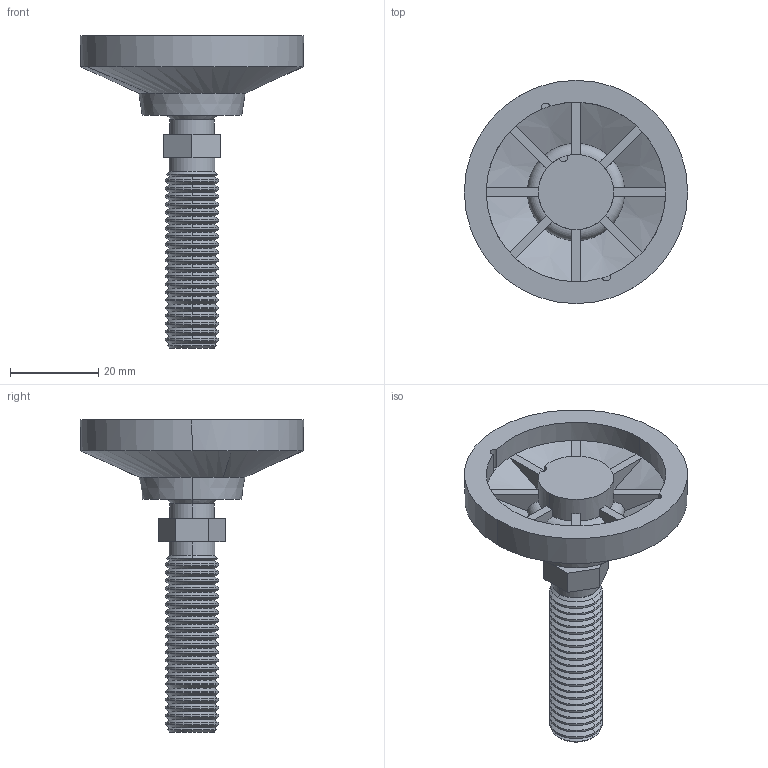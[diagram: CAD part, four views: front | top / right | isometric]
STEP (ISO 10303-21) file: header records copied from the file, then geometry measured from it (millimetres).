
FILE_DESCRIPTION (( 'STEP AP203' ), '1' );
FILE_NAME ('R5A45.step', '2011-03-17T12:11:51', ( 'User' ), ( 'DKC' ), 'SwSTEP 2.0', 'SolidWorks 2011', '' );
FILE_SCHEMA (( 'CONFIG_CONTROL_DESIGN' ));
Length unit declared in the file: millimetre
Products named in the file (3): Leg; Rod Ì12õ45(1)_DIN 976-2 -- MFS M12 x 65 --- S; R5A45
Assembly tree (2 placements, depth 2):
  R5A45
    Leg
    Rod Ì12õ45(1)_DIN 976-2 -- MFS M12 x 65 --- S
Bounding box: 50.5 x 50.5 x 70.6 mm (x, y, z)
Volume: 20514.2 mm3; surface area: 10876.6 mm2
Topology: 2 solids, 2 shells, 235 faces, 580 edges, 353 vertices
Faces by surface type: cone 113, cylinder 58, plane 50, torus 10, bspline 2, sphere 2
Entity records: 7510 total; most frequent: CARTESIAN_POINT 1516, DIRECTION 1327, ORIENTED_EDGE 1150, EDGE_CURVE 575, AXIS2_PLACEMENT_3D 557, VERTEX_POINT 350, CIRCLE 319, EDGE_LOOP 241
